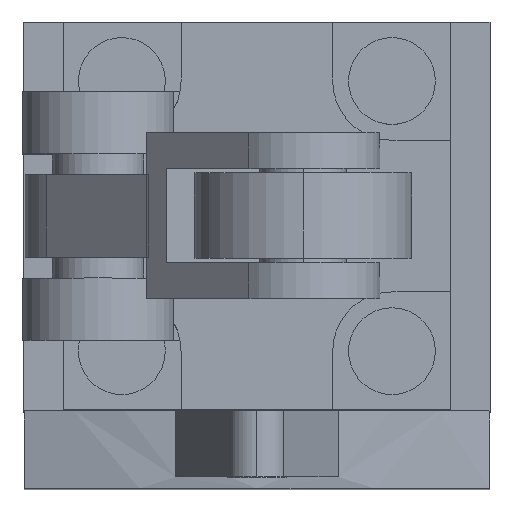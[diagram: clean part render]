
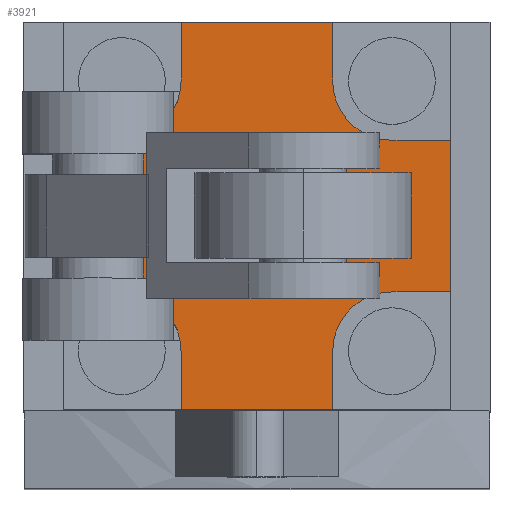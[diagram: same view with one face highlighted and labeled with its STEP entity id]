
A CAD part, top view. The second image highlights one B-rep face of the part: STEP entity #3921.
In plain terms, the highlighted planar face has unit normal (0, 0, 1).
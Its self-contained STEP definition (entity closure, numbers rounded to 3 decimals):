
#3066=CARTESIAN_POINT('POINT209',(4.445,0.,
   68.89));
#3067=VERTEX_POINT('VERTEX209',#3066);
#3075=CARTESIAN_POINT('POINT210',(-4.445,0.,
   68.89));
#3076=VERTEX_POINT('VERTEX210',#3075);
#3083=CARTESIAN_POINT('POS336',(0.,0.,68.89));
#3084=DIRECTION('DIR480',(0.,0.,-1.));
#3085=DIRECTION('DIR481',(1.,0.,0.));
#3086=AXIS2_PLACEMENT_3D('AXIS145',#3083,#3084,#3085);
#3087=CIRCLE('ELLIPSE65',#3086,4.445);
#3088=EDGE_CURVE('EDGE301',#3067,#3076,#3087,.T.);
#3099=EDGE_CURVE('EDGE302',#3076,#3067,#3087,.T.);
#3106=CARTESIAN_POINT('POINT211',(-9.31,
   2.667,68.89));
#3107=VERTEX_POINT('VERTEX211',#3106);
#3108=CARTESIAN_POINT('POINT212',(-9.31,
   -2.667,68.89));
#3109=VERTEX_POINT('VERTEX212',#3108);
#3110=CARTESIAN_POINT('POS338',(-9.31,
   -2.667,68.89));
#3111=DIRECTION('DIR484',(0.,-1.,
   0.));
#3112=VECTOR('VEC192',#3111,25.4);
#3113=LINE('STRAIGHT192',#3110,#3112);
#3114=EDGE_CURVE('EDGE303',#3107,#3109,#3113,.T.);
#3139=CARTESIAN_POINT('POINT213',(-11.137,
   2.667,68.89));
#3140=VERTEX_POINT('VERTEX213',#3139);
#3141=CARTESIAN_POINT('POS342',(-3.997,
   2.667,68.89));
#3142=DIRECTION('DIR491',(1.,0.,0.));
#3143=VECTOR('VEC193',#3142,25.4);
#3144=LINE('STRAIGHT193',#3141,#3143);
#3145=EDGE_CURVE('EDGE306',#3140,#3107,#3144,.T.);
#3165=CARTESIAN_POINT('POINT214',(-11.137,
   -2.667,68.89));
#3166=VERTEX_POINT('VERTEX214',#3165);
#3167=CARTESIAN_POINT('POS344',(-11.137,
   -2.667,68.89));
#3168=DIRECTION('DIR494',(0.,1.,
   0.));
#3169=VECTOR('VEC194',#3168,25.4);
#3170=LINE('STRAIGHT194',#3167,#3169);
#3171=EDGE_CURVE('EDGE308',#3166,#3140,#3170,.T.);
#3180=CARTESIAN_POINT('POS345',(-3.997,
   -2.667,68.89));
#3181=DIRECTION('DIR495',(-1.,0.,0.));
#3182=VECTOR('VEC195',#3181,25.4);
#3183=LINE('STRAIGHT195',#3180,#3182);
#3184=EDGE_CURVE('EDGE310',#3109,#3166,#3183,.T.);
#3203=CARTESIAN_POINT('POINT215',(-5.334,6.886,
   68.89));
#3204=VERTEX_POINT('VERTEX215',#3203);
#3211=CARTESIAN_POINT('POINT216',(-4.88,8.69,
   68.89));
#3212=VERTEX_POINT('VERTEX216',#3211);
#3213=CARTESIAN_POINT('POS348',(-8.69,8.69,68.89));
#3214=DIRECTION('DIR499',(0.,0.,-1.));
#3215=DIRECTION('DIR500',(0.,-1.,0.));
#3216=AXIS2_PLACEMENT_3D('AXIS152',#3213,#3214,#3215);
#3217=CIRCLE('ELLIPSE68',#3216,3.81);
#3218=EDGE_CURVE('EDGE312',#3212,#3204,#3217,.T.);
#3237=CARTESIAN_POINT('POINT217',(-4.88,12.475,68.89));
#3238=VERTEX_POINT('VERTEX217',#3237);
#3239=CARTESIAN_POINT('POS351',(-4.88,6.25,68.89));
#3240=DIRECTION('DIR504',(0.,-1.,0.));
#3241=VECTOR('VEC198',#3240,25.4);
#3242=LINE('STRAIGHT198',#3239,#3241);
#3243=EDGE_CURVE('EDGE314',#3238,#3212,#3242,.T.);
#3261=CARTESIAN_POINT('POINT218',(-5.334,-6.886,
   68.89));
#3262=VERTEX_POINT('VERTEX218',#3261);
#3280=CARTESIAN_POINT('POINT220',(-4.88,-8.69,68.89));
#3281=VERTEX_POINT('VERTEX220',#3280);
#3288=CARTESIAN_POINT('POS357',(-8.69,-8.69,68.89));
#3289=DIRECTION('DIR512',(0.,0.,-1.));
#3290=DIRECTION('DIR513',(1.,0.,0.));
#3291=AXIS2_PLACEMENT_3D('AXIS156',#3288,#3289,#3290);
#3292=CIRCLE('ELLIPSE70',#3291,3.81);
#3293=EDGE_CURVE('EDGE319',#3262,#3281,#3292,.T.);
#3303=CARTESIAN_POINT('POINT221',(-5.334,-4.,68.89)
   );
#3304=VERTEX_POINT('VERTEX221',#3303);
#3305=CARTESIAN_POINT('POS359',(-5.334,-4.,68.89));
#3306=DIRECTION('DIR516',(0.,-1.,0.));
#3307=VECTOR('VEC202',#3306,25.4);
#3308=LINE('STRAIGHT202',#3305,#3307);
#3309=EDGE_CURVE('EDGE320',#3304,#3262,#3308,.T.);
#3329=CARTESIAN_POINT('POINT222',(-12.475,-4.,
   68.89));
#3330=VERTEX_POINT('VERTEX222',#3329);
#3341=CARTESIAN_POINT('POS363',(-5.112,-4.,68.89)
   );
#3342=DIRECTION('DIR521',(1.,0.,0.));
#3343=VECTOR('VEC205',#3342,25.4);
#3344=LINE('STRAIGHT205',#3341,#3343);
#3345=EDGE_CURVE('EDGE323',#3330,#3304,#3344,.T.);
#3359=CARTESIAN_POINT('POINT223',(-5.334,4.,68.89))
   ;
#3360=VERTEX_POINT('VERTEX223',#3359);
#3361=CARTESIAN_POINT('POINT224',(-12.475,4.,68.89
   ));
#3362=VERTEX_POINT('VERTEX224',#3361);
#3363=CARTESIAN_POINT('POS365',(-5.112,4.,68.89))
   ;
#3364=DIRECTION('DIR524',(-1.,0.,0.));
#3365=VECTOR('VEC206',#3364,25.4);
#3366=LINE('STRAIGHT206',#3363,#3365);
#3367=EDGE_CURVE('EDGE324',#3360,#3362,#3366,.T.);
#3401=CARTESIAN_POINT('POS369',(-5.334,4.,68.89));
#3402=DIRECTION('DIR529',(0.,-1.,0.));
#3403=VECTOR('VEC209',#3402,25.4);
#3404=LINE('STRAIGHT209',#3401,#3403);
#3405=EDGE_CURVE('EDGE327',#3204,#3360,#3404,.T.);
#3415=CARTESIAN_POINT('POINT225',(8.69,4.88,
   68.89));
#3416=VERTEX_POINT('VERTEX225',#3415);
#3417=CARTESIAN_POINT('POINT226',(4.88,8.69,68.89));
#3418=VERTEX_POINT('VERTEX226',#3417);
#3419=CARTESIAN_POINT('POS371',(8.69,8.69,68.89));
#3420=DIRECTION('DIR532',(0.,0.,-1.));
#3421=DIRECTION('DIR533',(-1.,0.,0.));
#3422=AXIS2_PLACEMENT_3D('AXIS162',#3419,#3420,#3421);
#3423=CIRCLE('ELLIPSE71',#3422,3.81);
#3424=EDGE_CURVE('EDGE328',#3416,#3418,#3423,.T.);
#3457=CARTESIAN_POINT('POINT229',(4.88,12.475,68.89));
#3458=VERTEX_POINT('VERTEX229',#3457);
#3467=CARTESIAN_POINT('POS377',(4.88,4.345,68.89));
#3468=DIRECTION('DIR541',(0.,1.,0.));
#3469=VECTOR('VEC213',#3468,25.4);
#3470=LINE('STRAIGHT213',#3467,#3469);
#3471=EDGE_CURVE('EDGE333',#3418,#3458,#3470,.T.);
#3528=CARTESIAN_POINT('POINT233',(-4.88,-12.475,68.89));
#3529=VERTEX_POINT('VERTEX233',#3528);
#3530=CARTESIAN_POINT('POS384',(-4.88,-4.345,68.89));
#3531=DIRECTION('DIR551',(0.,-1.,0.));
#3532=VECTOR('VEC217',#3531,25.4);
#3533=LINE('STRAIGHT217',#3530,#3532);
#3534=EDGE_CURVE('EDGE339',#3281,#3529,#3533,.T.);
#3657=CARTESIAN_POINT('POS397',(-12.475,0.,68.89));
#3658=DIRECTION('DIR565',(0.,-1.,0.));
#3659=VECTOR('VEC229',#3658,25.4);
#3660=LINE('STRAIGHT229',#3657,#3659);
#3661=EDGE_CURVE('EDGE354',#3362,#3330,#3660,.T.);
#3695=CARTESIAN_POINT('POS401',(0.,12.475,68.89));
#3696=DIRECTION('DIR571',(-1.,0.,0.));
#3697=VECTOR('VEC231',#3696,25.4);
#3698=LINE('STRAIGHT231',#3695,#3697);
#3699=EDGE_CURVE('EDGE356',#3458,#3238,#3698,.T.);
#3845=ORIENTED_EDGE('COEDGE705',*,*,#3405,.T.);
#3846=ORIENTED_EDGE('COEDGE706',*,*,#3367,.T.);
#3847=ORIENTED_EDGE('COEDGE707',*,*,#3661,.T.);
#3848=ORIENTED_EDGE('COEDGE708',*,*,#3345,.T.);
#3849=ORIENTED_EDGE('COEDGE709',*,*,#3309,.T.);
#3850=ORIENTED_EDGE('COEDGE710',*,*,#3293,.T.);
#3851=ORIENTED_EDGE('COEDGE711',*,*,#3534,.T.);
#3852=CARTESIAN_POINT('POINT248',(4.88,-12.475,68.89));
#3853=VERTEX_POINT('VERTEX248',#3852);
#3854=CARTESIAN_POINT('POS412',(0.,-12.475,68.89));
#3855=DIRECTION('DIR584',(1.,0.,0.));
#3856=VECTOR('VEC240',#3855,25.4);
#3857=LINE('STRAIGHT240',#3854,#3856);
#3858=EDGE_CURVE('EDGE372',#3529,#3853,#3857,.T.);
#3859=ORIENTED_EDGE('COEDGE712',*,*,#3858,.T.);
#3860=CARTESIAN_POINT('POINT249',(4.88,-8.69,
   68.89));
#3861=VERTEX_POINT('VERTEX249',#3860);
#3862=CARTESIAN_POINT('POS413',(4.88,-6.25,68.89));
#3863=DIRECTION('DIR585',(0.,1.,0.));
#3864=VECTOR('VEC241',#3863,25.4);
#3865=LINE('STRAIGHT241',#3862,#3864);
#3866=EDGE_CURVE('EDGE373',#3853,#3861,#3865,.T.);
#3867=ORIENTED_EDGE('COEDGE713',*,*,#3866,.T.);
#3868=CARTESIAN_POINT('POINT250',(8.69,-4.88,68.89));
#3869=VERTEX_POINT('VERTEX250',#3868);
#3870=CARTESIAN_POINT('POS414',(8.69,-8.69,68.89));
#3871=DIRECTION('DIR586',(0.,0.,-1.));
#3872=DIRECTION('DIR587',(0.,1.,0.));
#3873=AXIS2_PLACEMENT_3D('AXIS173',#3870,#3871,#3872);
#3874=CIRCLE('ELLIPSE74',#3873,3.81);
#3875=EDGE_CURVE('EDGE374',#3861,#3869,#3874,.T.);
#3876=ORIENTED_EDGE('COEDGE714',*,*,#3875,.T.);
#3877=CARTESIAN_POINT('POINT251',(12.475,-4.88,68.89));
#3878=VERTEX_POINT('VERTEX251',#3877);
#3879=CARTESIAN_POINT('POS415',(4.345,-4.88,68.89));
#3880=DIRECTION('DIR588',(1.,0.,0.));
#3881=VECTOR('VEC242',#3880,25.4);
#3882=LINE('STRAIGHT242',#3879,#3881);
#3883=EDGE_CURVE('EDGE375',#3869,#3878,#3882,.T.);
#3884=ORIENTED_EDGE('COEDGE715',*,*,#3883,.T.);
#3885=CARTESIAN_POINT('POINT252',(12.475,4.88,68.89));
#3886=VERTEX_POINT('VERTEX252',#3885);
#3887=CARTESIAN_POINT('POS416',(12.475,0.,68.89));
#3888=DIRECTION('DIR589',(0.,1.,0.));
#3889=VECTOR('VEC243',#3888,25.4);
#3890=LINE('STRAIGHT243',#3887,#3889);
#3891=EDGE_CURVE('EDGE376',#3878,#3886,#3890,.T.);
#3892=ORIENTED_EDGE('COEDGE716',*,*,#3891,.T.);
#3893=CARTESIAN_POINT('POS417',(6.25,4.88,68.89));
#3894=DIRECTION('DIR590',(-1.,0.,0.));
#3895=VECTOR('VEC244',#3894,25.4);
#3896=LINE('STRAIGHT244',#3893,#3895);
#3897=EDGE_CURVE('EDGE377',#3886,#3416,#3896,.T.);
#3898=ORIENTED_EDGE('COEDGE717',*,*,#3897,.T.);
#3899=ORIENTED_EDGE('COEDGE718',*,*,#3424,.T.);
#3900=ORIENTED_EDGE('COEDGE719',*,*,#3471,.T.);
#3901=ORIENTED_EDGE('COEDGE720',*,*,#3699,.T.);
#3902=ORIENTED_EDGE('COEDGE721',*,*,#3243,.T.);
#3903=ORIENTED_EDGE('COEDGE722',*,*,#3218,.T.);
#3904=EDGE_LOOP('NONE',(#3845,#3846,#3847,#3848,#3849,#3850,#3851,#3859,
   #3867,#3876,#3884,#3892,#3898,#3899,#3900,#3901,#3902,#3903));
#3905=FACE_BOUND('LOOP1',#3904,.T.);
#3906=ORIENTED_EDGE('COEDGE723',*,*,#3184,.T.);
#3907=ORIENTED_EDGE('COEDGE724',*,*,#3171,.T.);
#3908=ORIENTED_EDGE('COEDGE725',*,*,#3145,.T.);
#3909=ORIENTED_EDGE('COEDGE726',*,*,#3114,.T.);
#3910=EDGE_LOOP('NONE',(#3906,#3907,#3908,#3909));
#3911=FACE_BOUND('LOOP1',#3910,.T.);
#3912=ORIENTED_EDGE('COEDGE727',*,*,#3099,.T.);
#3913=ORIENTED_EDGE('COEDGE728',*,*,#3088,.T.);
#3914=EDGE_LOOP('NONE',(#3912,#3913));
#3915=FACE_BOUND('LOOP1',#3914,.T.);
#3916=CARTESIAN_POINT('POS418',(0.,0.,68.89));
#3917=DIRECTION('DIR591',(0.,0.,1.));
#3918=DIRECTION('DIR592',(1.,0.,0.));
#3919=AXIS2_PLACEMENT_3D('AXIS174',#3916,#3917,#3918);
#3920=PLANE('PLANE70',#3919);
#3921=ADVANCED_FACE('FACE140',(#3905,#3911,#3915),#3920,.T.);
